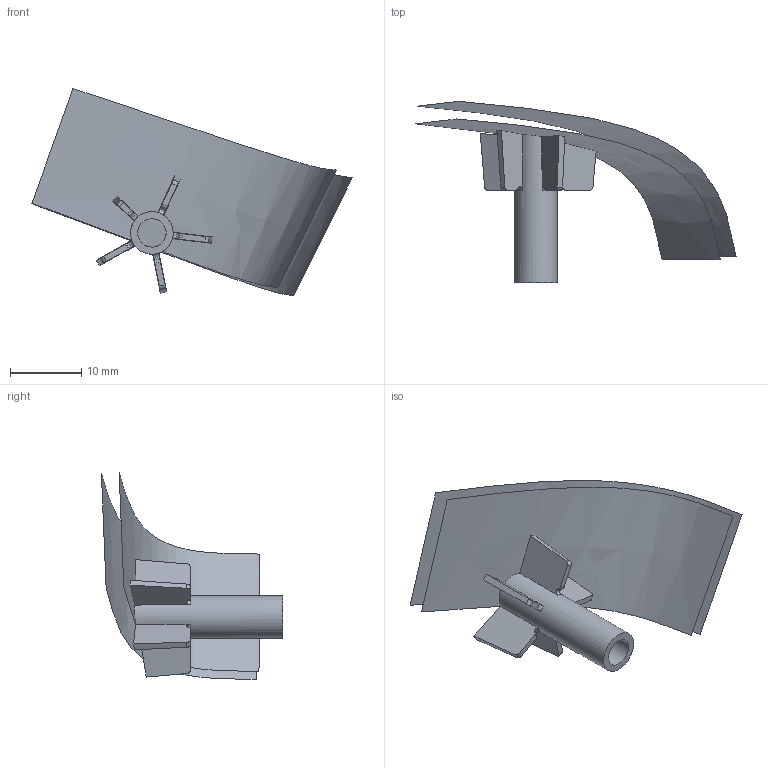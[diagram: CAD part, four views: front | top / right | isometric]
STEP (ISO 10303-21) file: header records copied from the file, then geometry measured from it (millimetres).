
FILE_DESCRIPTION(('Open CASCADE Model'),'2;1');
FILE_NAME('Open CASCADE Shape Model','2025-10-21T21:37:34',('Author'),( 'Open CASCADE'),'Open CASCADE STEP processor 7.7','Open CASCADE 7.7' ,'Unknown');
FILE_SCHEMA(('AUTOMOTIVE_DESIGN { 1 0 10303 214 1 1 1 1 }'));
Length unit declared in the file: millimetre
Products named in the file (50): Open CASCADE STEP translator 7.7 27; Open CASCADE STEP translator 7.7 27.1; Open CASCADE STEP translator 7.7 27.2; Open CASCADE STEP translator 7.7 27.3; Open CASCADE STEP translator 7.7 27.4; Open CASCADE STEP translator 7.7 27.5; Open CASCADE STEP translator 7.7 27.6; Open CASCADE STEP translator 7.7 27.7; Open CASCADE STEP translator 7.7 27.8; Open CASCADE STEP translator 7.7 27.9; Open CASCADE STEP translator 7.7 27.10; Open CASCADE STEP translator 7.7 27.11; Open CASCADE STEP translator 7.7 27.12; Open CASCADE STEP translator 7.7 27.13; Open CASCADE STEP translator 7.7 27.14; Open CASCADE STEP translator 7.7 27.15; Open CASCADE STEP translator 7.7 27.16; Open CASCADE STEP translator 7.7 27.17; Open CASCADE STEP translator 7.7 27.18; Open CASCADE STEP translator 7.7 27.19; Open CASCADE STEP translator 7.7 27.20; Open CASCADE STEP translator 7.7 27.21; Open CASCADE STEP translator 7.7 27.22; Open CASCADE STEP translator 7.7 27.23; Open CASCADE STEP translator 7.7 27.24; Open CASCADE STEP translator 7.7 27.25; Open CASCADE STEP translator 7.7 27.26; Open CASCADE STEP translator 7.7 27.27; Open CASCADE STEP translator 7.7 27.28; Open CASCADE STEP translator 7.7 27.29; Open CASCADE STEP translator 7.7 27.30; Open CASCADE STEP translator 7.7 27.31; Open CASCADE STEP translator 7.7 27.32; Open CASCADE STEP translator 7.7 27.33; Open CASCADE STEP translator 7.7 27.34; Open CASCADE STEP translator 7.7 27.35; Open CASCADE STEP translator 7.7 27.36; Open CASCADE STEP translator 7.7 27.37; Open CASCADE STEP translator 7.7 27.38; Open CASCADE STEP translator 7.7 27.39 ...
Assembly tree (49 placements, depth 2):
  Open CASCADE STEP translator 7.7 27
    Open CASCADE STEP translator 7.7 27.1
    Open CASCADE STEP translator 7.7 27.2
    Open CASCADE STEP translator 7.7 27.3
    Open CASCADE STEP translator 7.7 27.4
    Open CASCADE STEP translator 7.7 27.5
    Open CASCADE STEP translator 7.7 27.6
    Open CASCADE STEP translator 7.7 27.7
    Open CASCADE STEP translator 7.7 27.8
    Open CASCADE STEP translator 7.7 27.9
    Open CASCADE STEP translator 7.7 27.10
    Open CASCADE STEP translator 7.7 27.11
    Open CASCADE STEP translator 7.7 27.12
    Open CASCADE STEP translator 7.7 27.13
    Open CASCADE STEP translator 7.7 27.14
    Open CASCADE STEP translator 7.7 27.15
    Open CASCADE STEP translator 7.7 27.16
    Open CASCADE STEP translator 7.7 27.17
    Open CASCADE STEP translator 7.7 27.18
    Open CASCADE STEP translator 7.7 27.19
    Open CASCADE STEP translator 7.7 27.20
    Open CASCADE STEP translator 7.7 27.21
    Open CASCADE STEP translator 7.7 27.22
    Open CASCADE STEP translator 7.7 27.23
    Open CASCADE STEP translator 7.7 27.24
    Open CASCADE STEP translator 7.7 27.25
    Open CASCADE STEP translator 7.7 27.26
    Open CASCADE STEP translator 7.7 27.27
    Open CASCADE STEP translator 7.7 27.28
    Open CASCADE STEP translator 7.7 27.29
    Open CASCADE STEP translator 7.7 27.30
    Open CASCADE STEP translator 7.7 27.31
    Open CASCADE STEP translator 7.7 27.32
    Open CASCADE STEP translator 7.7 27.33
    Open CASCADE STEP translator 7.7 27.34
    Open CASCADE STEP translator 7.7 27.35
    Open CASCADE STEP translator 7.7 27.36
    Open CASCADE STEP translator 7.7 27.37
    Open CASCADE STEP translator 7.7 27.38
    Open CASCADE STEP translator 7.7 27.39
    Open CASCADE STEP translator 7.7 27.40
    Open CASCADE STEP translator 7.7 27.41
    Open CASCADE STEP translator 7.7 27.42
    Open CASCADE STEP translator 7.7 27.43
    Open CASCADE STEP translator 7.7 27.44
    Open CASCADE STEP translator 7.7 27.45
    Open CASCADE STEP translator 7.7 27.46
    Open CASCADE STEP translator 7.7 27.47
    Open CASCADE STEP translator 7.7 27.48
    Open CASCADE STEP translator 7.7 27.49
Bounding box: 45.07 x 25.5 x 29.16 mm (x, y, z)
Surface area: 2736.9 mm2 (no closed solid volume)
Topology: 0 solids, 49 shells, 49 faces, 285 edges, 283 vertices
Faces by surface type: plane 21, torus 14, cylinder 7, cone 5, bspline 2
Full cylindrical faces by diameter (mm): 4 x1, 6 x1
Entity records: 7617 total; most frequent: CARTESIAN_POINT 3387, DIRECTION 577, ORIENTED_EDGE 287, PCURVE 287, DEFINITIONAL_REPRESENTATION 287, EDGE_CURVE 285, VERTEX_POINT 283, SURFACE_CURVE 283
